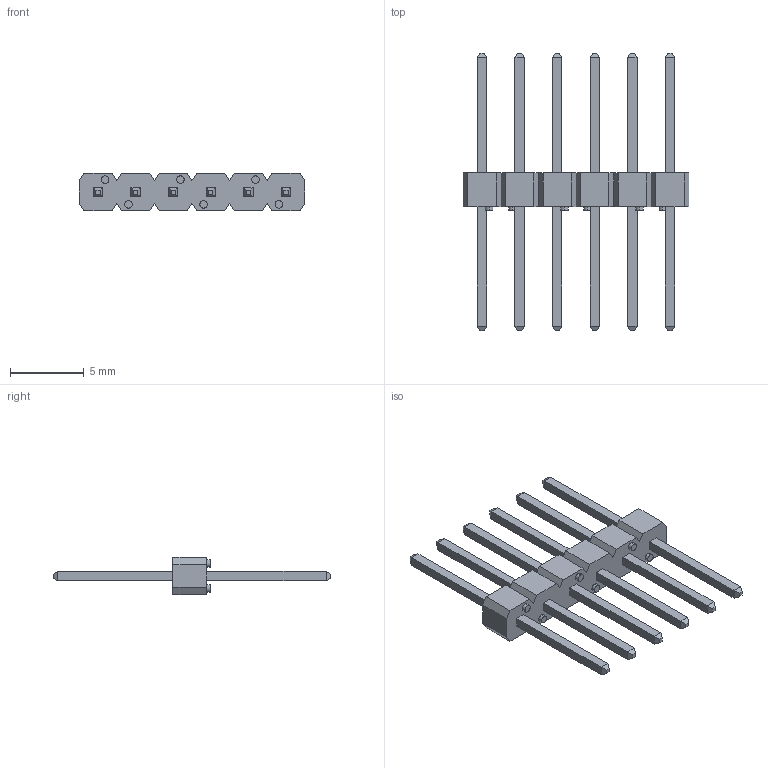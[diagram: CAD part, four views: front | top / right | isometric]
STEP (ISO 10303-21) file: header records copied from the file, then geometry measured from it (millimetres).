
FILE_DESCRIPTION (( 'STEP AP214' ), '1' );
FILE_NAME ('10436, _ _ C06SFCN.STEP', '2012-10-25T22:58:52', ( ' ' ), ( '' ), 'SwSTEP 2.0', 'SolidWorks 2012', '' );
FILE_SCHEMA (( 'AUTOMOTIVE_DESIGN' ));
Length unit declared in the file: inch
Products named in the file (1): 10436, _ _ C06SFCN
Bounding box: 15.24 x 18.75 x 2.54 mm (x, y, z)
Volume: 123.5 mm3; surface area: 413.5 mm2
Topology: 1 solids, 1 shells, 166 faces, 390 edges, 244 vertices
Faces by surface type: plane 154, cylinder 12
Entity records: 4732 total; most frequent: CARTESIAN_POINT 801, ORIENTED_EDGE 780, DIRECTION 748, EDGE_CURVE 390, VECTOR 366, LINE 366, VERTEX_POINT 244, AXIS2_PLACEMENT_3D 191
